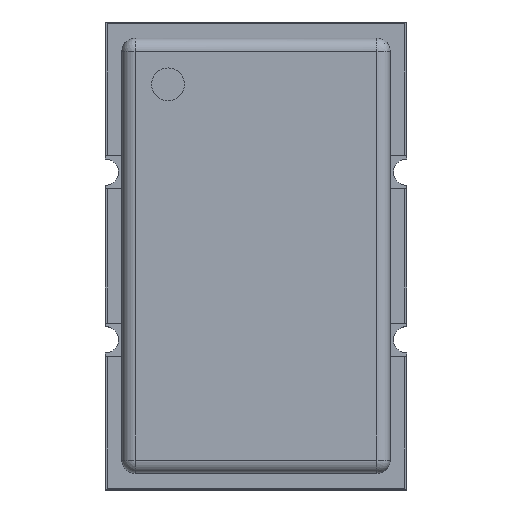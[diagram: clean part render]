
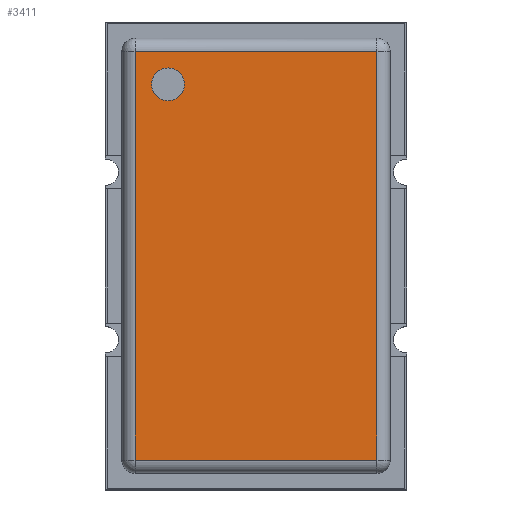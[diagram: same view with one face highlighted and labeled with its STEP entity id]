
A CAD part, top view. The second image highlights one B-rep face of the part: STEP entity #3411.
In plain terms, the highlighted planar face has unit normal (0, 0, 1).
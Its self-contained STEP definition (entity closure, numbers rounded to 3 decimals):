
#20=FACE_BOUND('',#426,.T.);
#63=CIRCLE('',#3613,0.5);
#231=FACE_OUTER_BOUND('',#425,.T.);
#425=EDGE_LOOP('',(#2826,#2827,#2828,#2829));
#426=EDGE_LOOP('',(#2830));
#780=LINE('',#5255,#1224);
#782=LINE('',#5258,#1226);
#786=LINE('',#5267,#1230);
#790=LINE('',#5276,#1234);
#1224=VECTOR('',#4301,12.4);
#1226=VECTOR('',#4305,7.34);
#1230=VECTOR('',#4315,7.34);
#1234=VECTOR('',#4325,12.4);
#1574=VERTEX_POINT('',#5216);
#1577=VERTEX_POINT('',#5223);
#1580=VERTEX_POINT('',#5230);
#1582=VERTEX_POINT('',#5235);
#1584=VERTEX_POINT('',#5241);
#1986=EDGE_CURVE('',#1574,#1574,#63,.T.);
#2003=EDGE_CURVE('',#1582,#1584,#780,.T.);
#2005=EDGE_CURVE('',#1584,#1580,#782,.T.);
#2010=EDGE_CURVE('',#1577,#1582,#786,.T.);
#2015=EDGE_CURVE('',#1580,#1577,#790,.T.);
#2826=ORIENTED_EDGE('',*,*,#2003,.F.);
#2827=ORIENTED_EDGE('',*,*,#2010,.F.);
#2828=ORIENTED_EDGE('',*,*,#2015,.F.);
#2829=ORIENTED_EDGE('',*,*,#2005,.F.);
#2830=ORIENTED_EDGE('',*,*,#1986,.T.);
#3219=PLANE('',#3646);
#3411=ADVANCED_FACE('',(#231,#20),#3219,.T.);
#3613=AXIS2_PLACEMENT_3D('',#5217,#4256,#4257);
#3646=AXIS2_PLACEMENT_3D('',#5307,#4350,#4351);
#4256=DIRECTION('center_axis',(0.,0.,-1.));
#4257=DIRECTION('ref_axis',(1.,0.,0.));
#4301=DIRECTION('',(0.,1.,0.));
#4305=DIRECTION('',(1.,0.,0.));
#4315=DIRECTION('',(-1.,0.,0.));
#4325=DIRECTION('',(0.,-1.,0.));
#4350=DIRECTION('center_axis',(0.,0.,1.));
#4351=DIRECTION('ref_axis',(1.,0.,0.));
#5216=CARTESIAN_POINT('',(-2.17,5.2,5.3));
#5217=CARTESIAN_POINT('Origin',(-2.67,5.2,5.3));
#5223=CARTESIAN_POINT('',(3.67,-6.2,5.3));
#5230=CARTESIAN_POINT('',(3.67,6.2,5.3));
#5235=CARTESIAN_POINT('',(-3.67,-6.2,5.3));
#5241=CARTESIAN_POINT('',(-3.67,6.2,5.3));
#5255=CARTESIAN_POINT('',(-3.67,-3.3,5.3));
#5258=CARTESIAN_POINT('',(-2.035,6.2,5.3));
#5267=CARTESIAN_POINT('',(2.035,-6.2,5.3));
#5276=CARTESIAN_POINT('',(3.67,3.3,5.3));
#5307=CARTESIAN_POINT('Origin',(0.,0.,5.3));
